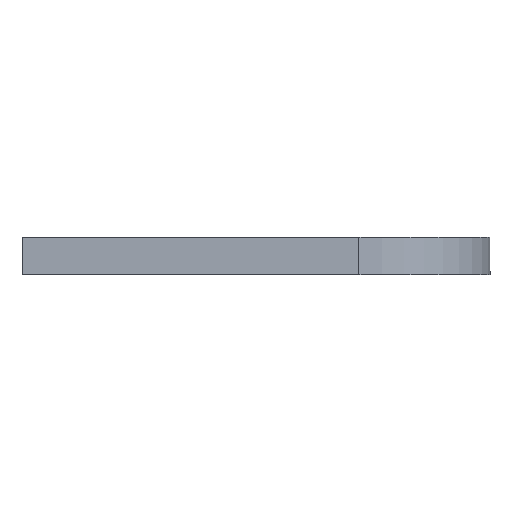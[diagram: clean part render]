
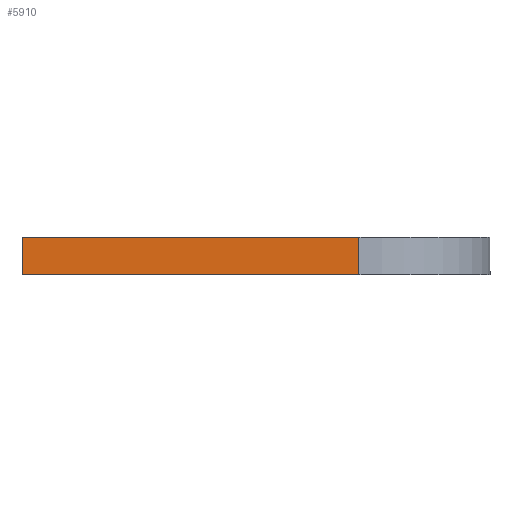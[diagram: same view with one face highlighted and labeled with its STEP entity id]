
A CAD part, front view. The second image highlights one B-rep face of the part: STEP entity #5910.
In plain terms, the highlighted face is planar.
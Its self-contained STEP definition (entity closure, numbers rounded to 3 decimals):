
#79=PLANE('',#6295);
#388=FACE_OUTER_BOUND('',#713,.T.);
#713=EDGE_LOOP('',(#5221,#5222,#5223,#5224,#5225,#5226,#5227));
#1625=LINE('',#16491,#1924);
#1626=LINE('',#16496,#1925);
#1627=LINE('',#16501,#1926);
#1628=LINE('',#16506,#1927);
#1638=LINE('',#16564,#1937);
#1656=LINE('',#25296,#1955);
#1657=LINE('',#25297,#1956);
#1924=VECTOR('',#7135,10.);
#1925=VECTOR('',#7140,10.);
#1926=VECTOR('',#7145,10.);
#1927=VECTOR('',#7150,10.);
#1937=VECTOR('',#7210,10.);
#1955=VECTOR('',#7322,10.);
#1956=VECTOR('',#7323,10.);
#2515=VERTEX_POINT('',#16487);
#2517=VERTEX_POINT('',#16490);
#2519=VERTEX_POINT('',#16495);
#2521=VERTEX_POINT('',#16500);
#2523=VERTEX_POINT('',#16505);
#2546=VERTEX_POINT('',#16562);
#2563=VERTEX_POINT('',#25295);
#3353=EDGE_CURVE('',#2515,#2517,#1625,.T.);
#3356=EDGE_CURVE('',#2517,#2519,#1626,.T.);
#3359=EDGE_CURVE('',#2519,#2521,#1627,.T.);
#3362=EDGE_CURVE('',#2521,#2523,#1628,.T.);
#3394=EDGE_CURVE('',#2546,#2515,#1638,.T.);
#3467=EDGE_CURVE('',#2546,#2563,#1656,.T.);
#3468=EDGE_CURVE('',#2563,#2523,#1657,.T.);
#5221=ORIENTED_EDGE('',*,*,#3394,.F.);
#5222=ORIENTED_EDGE('',*,*,#3467,.T.);
#5223=ORIENTED_EDGE('',*,*,#3468,.T.);
#5224=ORIENTED_EDGE('',*,*,#3362,.F.);
#5225=ORIENTED_EDGE('',*,*,#3359,.F.);
#5226=ORIENTED_EDGE('',*,*,#3356,.F.);
#5227=ORIENTED_EDGE('',*,*,#3353,.F.);
#5910=ADVANCED_FACE('',(#388),#79,.T.);
#6295=AXIS2_PLACEMENT_3D('',#25294,#7320,#7321);
#7135=DIRECTION('',(0.,0.643,0.766));
#7140=DIRECTION('',(0.,0.643,0.766));
#7145=DIRECTION('',(0.,0.643,0.766));
#7150=DIRECTION('',(0.,0.643,0.766));
#7210=DIRECTION('',(0.,-0.766,0.643));
#7320=DIRECTION('center_axis',(1.,0.,0.));
#7321=DIRECTION('ref_axis',(0.,0.643,0.766));
#7322=DIRECTION('',(0.,0.643,0.766));
#7323=DIRECTION('',(0.,-0.766,0.643));
#16487=CARTESIAN_POINT('',(65.,-141.509,80.388));
#16490=CARTESIAN_POINT('',(65.,-136.153,86.772));
#16491=CARTESIAN_POINT('',(65.,-167.221,49.746));
#16495=CARTESIAN_POINT('',(65.,-117.94,108.476));
#16496=CARTESIAN_POINT('',(65.,-167.221,49.746));
#16500=CARTESIAN_POINT('',(65.,-99.728,130.181));
#16501=CARTESIAN_POINT('',(65.,-167.221,49.746));
#16505=CARTESIAN_POINT('',(65.,-83.658,149.332));
#16506=CARTESIAN_POINT('',(65.,-167.221,49.746));
#16562=CARTESIAN_POINT('',(65.,-133.849,73.96));
#16564=CARTESIAN_POINT('',(65.,-133.849,73.96));
#25294=CARTESIAN_POINT('Origin',(65.,-159.56,43.318));
#25295=CARTESIAN_POINT('',(65.,-75.998,142.904));
#25296=CARTESIAN_POINT('',(65.,-138.67,68.215));
#25297=CARTESIAN_POINT('',(65.,-75.998,142.904));
